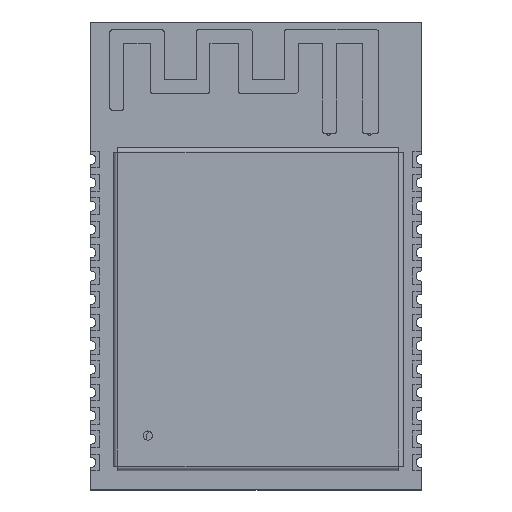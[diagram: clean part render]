
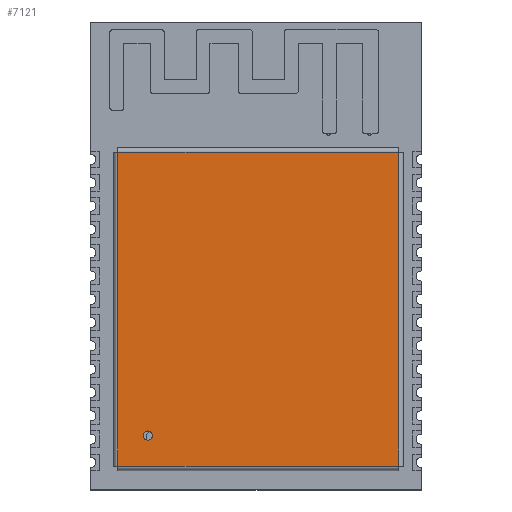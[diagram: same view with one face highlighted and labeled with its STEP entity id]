
A CAD part, top view. The second image highlights one B-rep face of the part: STEP entity #7121.
In plain terms, the highlighted planar face has unit normal (0, 0, 1).
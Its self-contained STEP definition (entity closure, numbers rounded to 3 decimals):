
#3367 = VECTOR ( 'NONE', #66515, 1000. ) ;
#4229 = CARTESIAN_POINT ( 'NONE',  ( -5.76, -6.89, 2.3 ) ) ;
#7082 = CARTESIAN_POINT ( 'NONE',  ( -7.9, 8.55, 2.3 ) ) ;
#7121 = ADVANCED_FACE ( 'NONE', ( #32213, #84572 ), #54278, .T. ) ;
#7573 = LINE ( 'NONE', #7082, #92109 ) ;
#8020 = DIRECTION ( 'NONE',  ( 1., 0., 0. ) ) ;
#9215 = DIRECTION ( 'NONE',  ( 1., 0., 0. ) ) ;
#9468 = CARTESIAN_POINT ( 'NONE',  ( -6.01, -6.89, 2.3 ) ) ;
#10422 = CARTESIAN_POINT ( 'NONE',  ( -7.65, -8.55, 2.3 ) ) ;
#12542 = AXIS2_PLACEMENT_3D ( 'NONE', #16634, #39768, #8020 ) ;
#16502 = EDGE_CURVE ( 'NONE', #21841, #55518, #67519, .T. ) ;
#16634 = CARTESIAN_POINT ( 'NONE',  ( 0., 0., 2.3 ) ) ;
#17047 = ORIENTED_EDGE ( 'NONE', *, *, #32889, .T. ) ;
#19263 = EDGE_LOOP ( 'NONE', ( #37801, #64462, #82044, #17047 ) ) ;
#19771 = CARTESIAN_POINT ( 'NONE',  ( 7.65, -8.55, 2.3 ) ) ;
#21841 = VERTEX_POINT ( 'NONE', #10422 ) ;
#25709 = ORIENTED_EDGE ( 'NONE', *, *, #65745, .F. ) ;
#26523 = EDGE_CURVE ( 'NONE', #47368, #46352, #7573, .T. ) ;
#26587 = CIRCLE ( 'NONE', #55516, 0.25 ) ;
#28120 = EDGE_CURVE ( 'NONE', #68688, #77593, #64956, .T. ) ;
#31180 = DIRECTION ( 'NONE',  ( 1., 0., 0. ) ) ;
#31218 = AXIS2_PLACEMENT_3D ( 'NONE', #9468, #46789, #31180 ) ;
#31342 = LINE ( 'NONE', #38394, #72546 ) ;
#31862 = DIRECTION ( 'NONE',  ( 0., -1., 0. ) ) ;
#32213 = FACE_BOUND ( 'NONE', #39394, .T. ) ;
#32889 = EDGE_CURVE ( 'NONE', #55518, #47368, #31342, .T. ) ;
#37801 = ORIENTED_EDGE ( 'NONE', *, *, #26523, .T. ) ;
#38394 = CARTESIAN_POINT ( 'NONE',  ( 7.65, 8.8, 2.3 ) ) ;
#39394 = EDGE_LOOP ( 'NONE', ( #68622, #25709 ) ) ;
#39768 = DIRECTION ( 'NONE',  ( 0., 0., 1. ) ) ;
#40957 = DIRECTION ( 'NONE',  ( 0., 0., 1. ) ) ;
#46352 = VERTEX_POINT ( 'NONE', #82662 ) ;
#46789 = DIRECTION ( 'NONE',  ( 0., 0., 1. ) ) ;
#47368 = VERTEX_POINT ( 'NONE', #54499 ) ;
#47367 = DIRECTION ( 'NONE',  ( -1., 0., 0. ) ) ;
#53488 = CARTESIAN_POINT ( 'NONE',  ( -6.26, -6.89, 2.3 ) ) ;
#54278 = PLANE ( 'NONE',  #12542 ) ;
#54499 = CARTESIAN_POINT ( 'NONE',  ( 7.65, 8.55, 2.3 ) ) ;
#55516 = AXIS2_PLACEMENT_3D ( 'NONE', #72594, #40957, #9215 ) ;
#55518 = VERTEX_POINT ( 'NONE', #19771 ) ;
#55915 = LINE ( 'NONE', #86718, #67582 ) ;
#57792 = EDGE_CURVE ( 'NONE', #46352, #21841, #55915, .T. ) ;
#59420 = CARTESIAN_POINT ( 'NONE',  ( 7.9, -8.55, 2.3 ) ) ;
#64462 = ORIENTED_EDGE ( 'NONE', *, *, #57792, .T. ) ;
#64956 = CIRCLE ( 'NONE', #31218, 0.25 ) ;
#65745 = EDGE_CURVE ( 'NONE', #77593, #68688, #26587, .T. ) ;
#66515 = DIRECTION ( 'NONE',  ( 1., 0., 0. ) ) ;
#67519 = LINE ( 'NONE', #59420, #3367 ) ;
#67582 = VECTOR ( 'NONE', #31862, 1000. ) ;
#68622 = ORIENTED_EDGE ( 'NONE', *, *, #28120, .F. ) ;
#68688 = VERTEX_POINT ( 'NONE', #4229 ) ;
#69047 = DIRECTION ( 'NONE',  ( 0., 1., 0. ) ) ;
#72546 = VECTOR ( 'NONE', #69047, 1000. ) ;
#72594 = CARTESIAN_POINT ( 'NONE',  ( -6.01, -6.89, 2.3 ) ) ;
#77593 = VERTEX_POINT ( 'NONE', #53488 ) ;
#82044 = ORIENTED_EDGE ( 'NONE', *, *, #16502, .T. ) ;
#82662 = CARTESIAN_POINT ( 'NONE',  ( -7.65, 8.55, 2.3 ) ) ;
#84572 = FACE_OUTER_BOUND ( 'NONE', #19263, .T. ) ;
#86718 = CARTESIAN_POINT ( 'NONE',  ( -7.65, -8.8, 2.3 ) ) ;
#92109 = VECTOR ( 'NONE', #47367, 1000. ) ;
